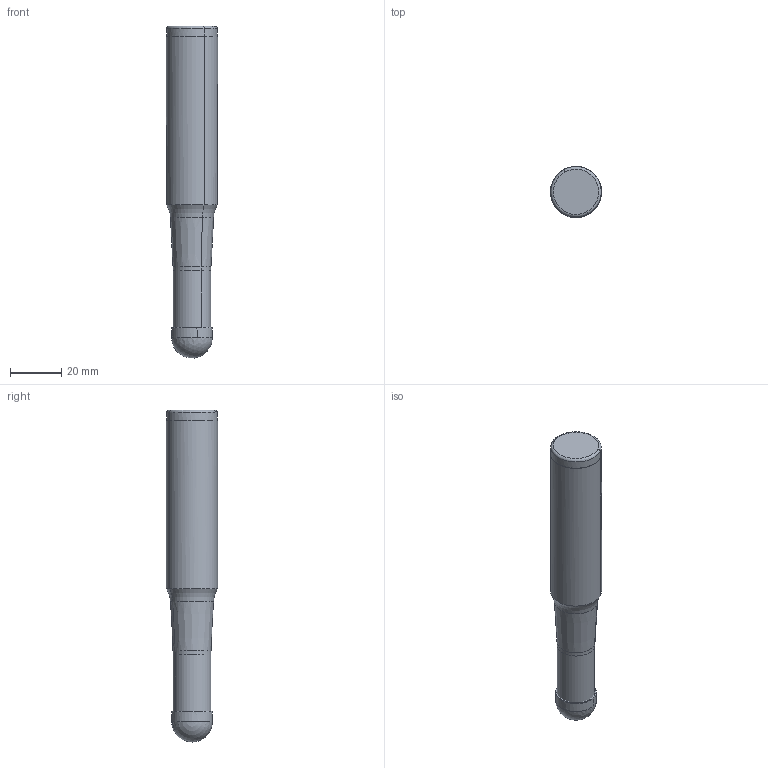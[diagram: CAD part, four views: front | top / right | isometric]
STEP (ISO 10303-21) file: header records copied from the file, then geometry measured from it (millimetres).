
FILE_DESCRIPTION((''),'2;1');
FILE_NAME('1TW8Q016060T3R00','2015-12-05T',('thielmann'),(''),'PRO/ENGINEER BY PARAMETRIC TECHNOLOGY CORPORATION, 2011490','PRO/ENGINEER BY PARAMETRIC TECHNOLOGY CORPORATION, 2011490','');
FILE_SCHEMA(('AUTOMOTIVE_DESIGN { 1 2 10303 214 0 1 1 1 }'));
Length unit declared in the file: millimetre
Products named in the file (3): NO_CUT; CUT; 1TW8Q016060T3R00
Assembly tree (2 placements, depth 2):
  1TW8Q016060T3R00
    NO_CUT
    CUT
Bounding box: 20 x 20 x 129.95 mm (x, y, z)
Volume: 34444 mm3; surface area: 8354 mm2
Topology: 2 solids, 2 shells, 30 faces, 95 edges, 76 vertices
Faces by surface type: torus 6, cylinder 6, cone 6, bspline 6, plane 3, revolution 2, sphere 1
Entity records: 1740 total; most frequent: CARTESIAN_POINT 401, DIRECTION 215, ORIENTED_EDGE 170, PRESENTATION_STYLE_ASSIGNMENT 100, STYLED_ITEM 100, AXIS2_PLACEMENT_3D 100, CURVE_STYLE 98, EDGE_CURVE 85
